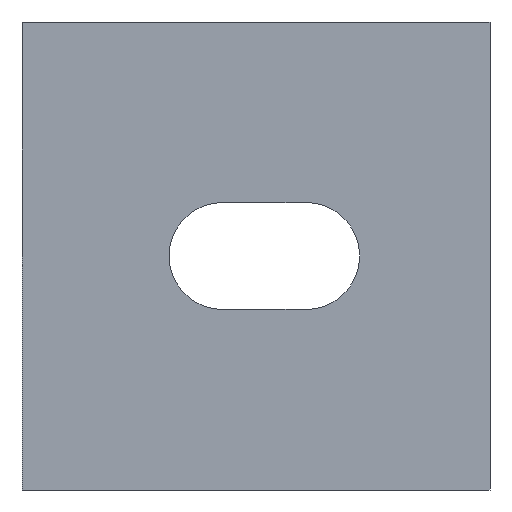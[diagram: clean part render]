
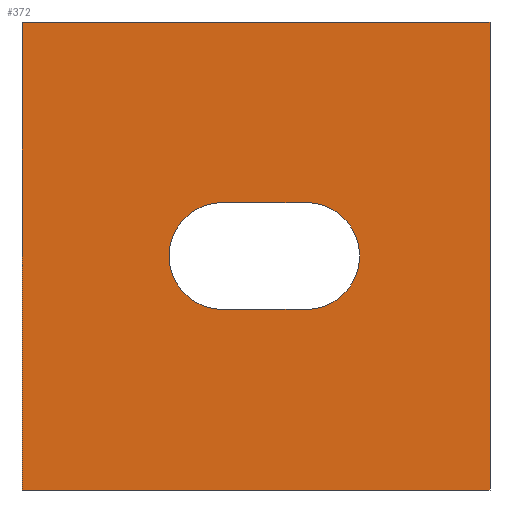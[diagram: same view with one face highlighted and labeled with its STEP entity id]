
A CAD part, front view. The second image highlights one B-rep face of the part: STEP entity #372.
In plain terms, the highlighted planar face has unit normal (0, -1, 0).
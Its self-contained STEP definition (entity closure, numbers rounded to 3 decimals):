
#18=FACE_BOUND('',#72,.T.);
#19=FACE_BOUND('',#73,.T.);
#34=PLANE('',#403);
#72=EDGE_LOOP('',(#326,#327,#328,#329));
#73=EDGE_LOOP('',(#330,#331,#332,#333));
#89=LINE('',#545,#131);
#93=LINE('',#555,#135);
#113=LINE('',#597,#155);
#115=LINE('',#601,#157);
#116=LINE('',#603,#158);
#117=LINE('',#604,#159);
#131=VECTOR('',#444,5.);
#135=VECTOR('',#456,5.);
#155=VECTOR('',#492,28.);
#157=VECTOR('',#496,28.);
#158=VECTOR('',#497,28.);
#159=VECTOR('',#498,28.);
#167=CIRCLE('',#389,3.2);
#169=CIRCLE('',#393,3.2);
#180=VERTEX_POINT('',#536);
#181=VERTEX_POINT('',#538);
#183=VERTEX_POINT('',#544);
#185=VERTEX_POINT('',#550);
#198=VERTEX_POINT('',#594);
#199=VERTEX_POINT('',#596);
#200=VERTEX_POINT('',#600);
#201=VERTEX_POINT('',#602);
#216=EDGE_CURVE('',#181,#180,#167,.T.);
#219=EDGE_CURVE('',#183,#181,#89,.T.);
#222=EDGE_CURVE('',#185,#183,#169,.T.);
#225=EDGE_CURVE('',#180,#185,#93,.T.);
#245=EDGE_CURVE('',#199,#198,#113,.T.);
#247=EDGE_CURVE('',#198,#200,#115,.T.);
#248=EDGE_CURVE('',#201,#200,#116,.T.);
#249=EDGE_CURVE('',#199,#201,#117,.T.);
#326=ORIENTED_EDGE('',*,*,#222,.T.);
#327=ORIENTED_EDGE('',*,*,#219,.T.);
#328=ORIENTED_EDGE('',*,*,#216,.T.);
#329=ORIENTED_EDGE('',*,*,#225,.T.);
#330=ORIENTED_EDGE('',*,*,#247,.T.);
#331=ORIENTED_EDGE('',*,*,#248,.F.);
#332=ORIENTED_EDGE('',*,*,#249,.F.);
#333=ORIENTED_EDGE('',*,*,#245,.T.);
#372=ADVANCED_FACE('',(#18,#19),#34,.T.);
#389=AXIS2_PLACEMENT_3D('',#539,#438,#439);
#393=AXIS2_PLACEMENT_3D('',#551,#450,#451);
#403=AXIS2_PLACEMENT_3D('',#599,#494,#495);
#438=DIRECTION('center_axis',(0.,1.,0.));
#439=DIRECTION('ref_axis',(0.,0.,1.));
#444=DIRECTION('',(1.,0.,0.));
#450=DIRECTION('center_axis',(0.,1.,0.));
#451=DIRECTION('ref_axis',(0.,0.,-1.));
#456=DIRECTION('',(-1.,0.,0.));
#492=DIRECTION('',(0.,0.,1.));
#494=DIRECTION('center_axis',(0.,-1.,0.));
#495=DIRECTION('ref_axis',(0.,0.,-1.));
#496=DIRECTION('',(-1.,0.,0.));
#497=DIRECTION('',(0.,0.,1.));
#498=DIRECTION('',(-1.,0.,0.));
#536=CARTESIAN_POINT('',(17.,0.,10.8));
#538=CARTESIAN_POINT('',(17.,0.,17.2));
#539=CARTESIAN_POINT('Origin',(17.,0.,14.));
#544=CARTESIAN_POINT('',(12.,0.,17.2));
#545=CARTESIAN_POINT('',(22.5,0.,17.2));
#550=CARTESIAN_POINT('',(12.,0.,10.8));
#551=CARTESIAN_POINT('Origin',(12.,0.,14.));
#555=CARTESIAN_POINT('',(20.,0.,10.8));
#594=CARTESIAN_POINT('',(28.,0.,28.));
#596=CARTESIAN_POINT('',(28.,0.,0.));
#597=CARTESIAN_POINT('',(28.,0.,0.));
#599=CARTESIAN_POINT('Origin',(28.,0.,0.));
#600=CARTESIAN_POINT('',(0.,0.,28.));
#601=CARTESIAN_POINT('',(28.,0.,28.));
#602=CARTESIAN_POINT('',(0.,0.,0.));
#603=CARTESIAN_POINT('',(0.,0.,0.));
#604=CARTESIAN_POINT('',(28.,0.,0.));
